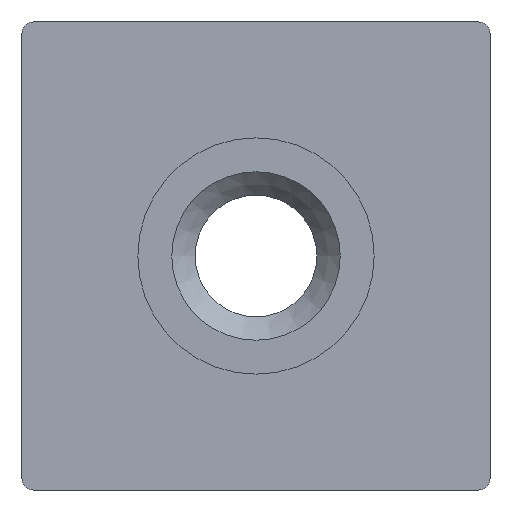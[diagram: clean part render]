
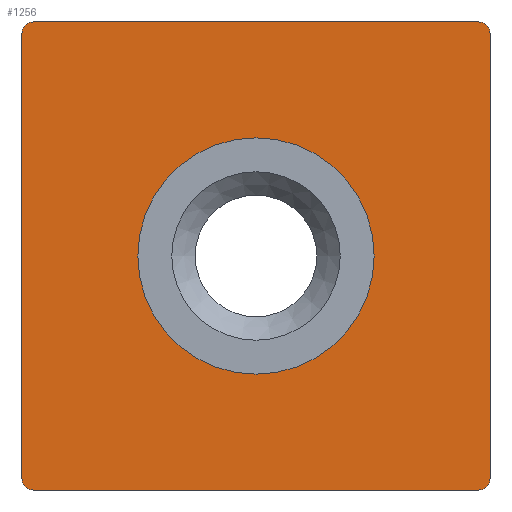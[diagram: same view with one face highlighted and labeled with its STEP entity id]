
A CAD part, front view. The second image highlights one B-rep face of the part: STEP entity #1256.
In plain terms, the highlighted planar face has unit normal (0, -1, 0).
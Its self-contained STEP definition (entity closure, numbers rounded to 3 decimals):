
#28=FACE_BOUND('',#168,.T.);
#37=CIRCLE('',#1333,5.05);
#38=CIRCLE('',#1336,0.5);
#39=CIRCLE('',#1339,0.5);
#40=CIRCLE('',#1342,0.5);
#41=CIRCLE('',#1345,0.5);
#103=FACE_OUTER_BOUND('',#167,.T.);
#167=EDGE_LOOP('',(#1131,#1132,#1133,#1134,#1135,#1136,#1137,#1138));
#168=EDGE_LOOP('',(#1139));
#321=LINE('',#1995,#484);
#324=LINE('',#2003,#487);
#327=LINE('',#2011,#490);
#330=LINE('',#2019,#493);
#484=VECTOR('',#1630,10.);
#487=VECTOR('',#1639,10.);
#490=VECTOR('',#1648,10.);
#493=VECTOR('',#1657,10.);
#603=VERTEX_POINT('',#1988);
#604=VERTEX_POINT('',#1992);
#605=VERTEX_POINT('',#1994);
#606=VERTEX_POINT('',#1998);
#607=VERTEX_POINT('',#2002);
#608=VERTEX_POINT('',#2006);
#609=VERTEX_POINT('',#2010);
#610=VERTEX_POINT('',#2014);
#611=VERTEX_POINT('',#2018);
#771=EDGE_CURVE('',#603,#603,#37,.T.);
#773=EDGE_CURVE('',#605,#604,#321,.T.);
#775=EDGE_CURVE('',#606,#605,#38,.T.);
#777=EDGE_CURVE('',#607,#606,#324,.T.);
#779=EDGE_CURVE('',#608,#607,#39,.T.);
#781=EDGE_CURVE('',#609,#608,#327,.T.);
#783=EDGE_CURVE('',#610,#609,#40,.T.);
#785=EDGE_CURVE('',#611,#610,#330,.T.);
#787=EDGE_CURVE('',#604,#611,#41,.T.);
#1131=ORIENTED_EDGE('',*,*,#787,.T.);
#1132=ORIENTED_EDGE('',*,*,#785,.T.);
#1133=ORIENTED_EDGE('',*,*,#783,.T.);
#1134=ORIENTED_EDGE('',*,*,#781,.T.);
#1135=ORIENTED_EDGE('',*,*,#779,.T.);
#1136=ORIENTED_EDGE('',*,*,#777,.T.);
#1137=ORIENTED_EDGE('',*,*,#775,.T.);
#1138=ORIENTED_EDGE('',*,*,#773,.T.);
#1139=ORIENTED_EDGE('',*,*,#771,.T.);
#1194=PLANE('',#1346);
#1256=ADVANCED_FACE('',(#103,#28),#1194,.F.);
#1333=AXIS2_PLACEMENT_3D('',#1990,#1625,#1626);
#1336=AXIS2_PLACEMENT_3D('',#1999,#1634,#1635);
#1339=AXIS2_PLACEMENT_3D('',#2007,#1643,#1644);
#1342=AXIS2_PLACEMENT_3D('',#2015,#1652,#1653);
#1345=AXIS2_PLACEMENT_3D('',#2022,#1661,#1662);
#1346=AXIS2_PLACEMENT_3D('',#2023,#1663,#1664);
#1625=DIRECTION('center_axis',(0.,1.,0.));
#1626=DIRECTION('ref_axis',(-1.,0.,0.));
#1630=DIRECTION('',(0.,0.,-1.));
#1634=DIRECTION('center_axis',(0.,-1.,0.));
#1635=DIRECTION('ref_axis',(-1.,0.,0.));
#1639=DIRECTION('',(-1.,0.,0.));
#1643=DIRECTION('center_axis',(0.,-1.,0.));
#1644=DIRECTION('ref_axis',(0.,0.,1.));
#1648=DIRECTION('',(0.,0.,1.));
#1652=DIRECTION('center_axis',(0.,-1.,0.));
#1653=DIRECTION('ref_axis',(1.,0.,0.));
#1657=DIRECTION('',(1.,0.,0.));
#1661=DIRECTION('center_axis',(0.,-1.,0.));
#1662=DIRECTION('ref_axis',(0.,0.,-1.));
#1663=DIRECTION('center_axis',(0.,1.,0.));
#1664=DIRECTION('ref_axis',(1.,0.,0.));
#1988=CARTESIAN_POINT('',(5.05,-23.5,0.));
#1990=CARTESIAN_POINT('Origin',(0.,-23.5,0.));
#1992=CARTESIAN_POINT('',(-10.,-23.5,-9.5));
#1994=CARTESIAN_POINT('',(-10.,-23.5,9.5));
#1995=CARTESIAN_POINT('',(-10.,-23.5,-10.));
#1998=CARTESIAN_POINT('',(-9.5,-23.5,10.));
#1999=CARTESIAN_POINT('Origin',(-9.5,-23.5,9.5));
#2002=CARTESIAN_POINT('',(9.5,-23.5,10.));
#2003=CARTESIAN_POINT('',(-10.,-23.5,10.));
#2006=CARTESIAN_POINT('',(10.,-23.5,9.5));
#2007=CARTESIAN_POINT('Origin',(9.5,-23.5,9.5));
#2010=CARTESIAN_POINT('',(10.,-23.5,-9.5));
#2011=CARTESIAN_POINT('',(10.,-23.5,10.));
#2014=CARTESIAN_POINT('',(9.5,-23.5,-10.));
#2015=CARTESIAN_POINT('Origin',(9.5,-23.5,-9.5));
#2018=CARTESIAN_POINT('',(-9.5,-23.5,-10.));
#2019=CARTESIAN_POINT('',(10.,-23.5,-10.));
#2022=CARTESIAN_POINT('Origin',(-9.5,-23.5,-9.5));
#2023=CARTESIAN_POINT('Origin',(0.,-23.5,0.));
